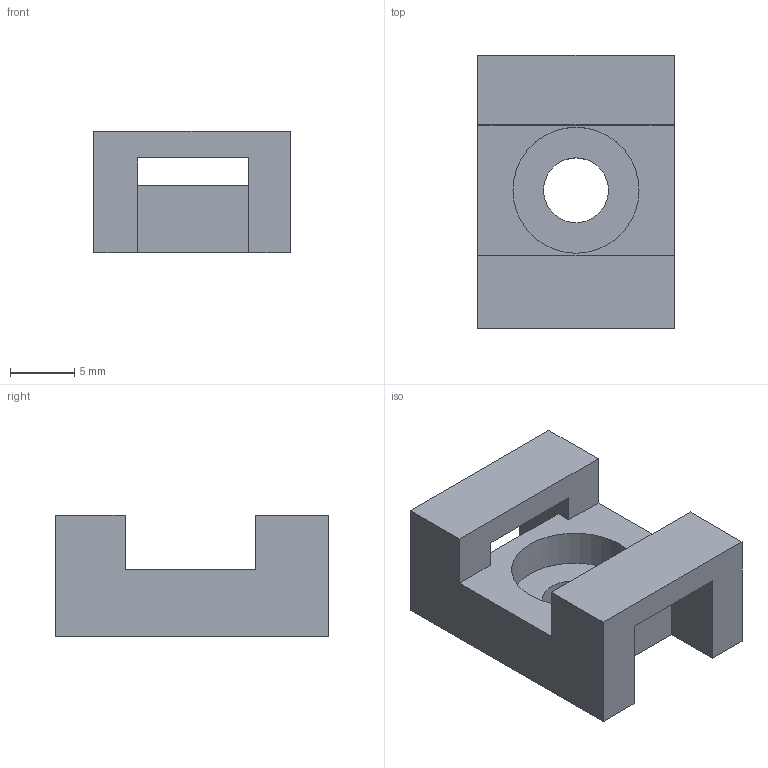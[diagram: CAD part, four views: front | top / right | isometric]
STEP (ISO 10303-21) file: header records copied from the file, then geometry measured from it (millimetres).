
FILE_DESCRIPTION (( 'STEP AP203' ), '1' );
FILE_NAME ('TM3S10-C76.STP', '2019-06-17T17:45:35', ( '' ), ( '' ), 'SwSTEP 2.0', 'SolidWorks 2016', '' );
FILE_SCHEMA (( 'CONFIG_CONTROL_DESIGN' ));
Length unit declared in the file: inch
Products named in the file (1): TM3S10-C76
Bounding box: 15.33 x 21.3 x 9.51 mm (x, y, z)
Volume: 1572.6 mm3; surface area: 1586.7 mm2
Topology: 1 solids, 1 shells, 23 faces, 72 edges, 48 vertices
Faces by surface type: plane 19, cylinder 4
Entity records: 885 total; most frequent: ORIENTED_EDGE 144, CARTESIAN_POINT 144, DIRECTION 128, EDGE_CURVE 72, LINE 64, VECTOR 64, VERTEX_POINT 48, AXIS2_PLACEMENT_3D 32
